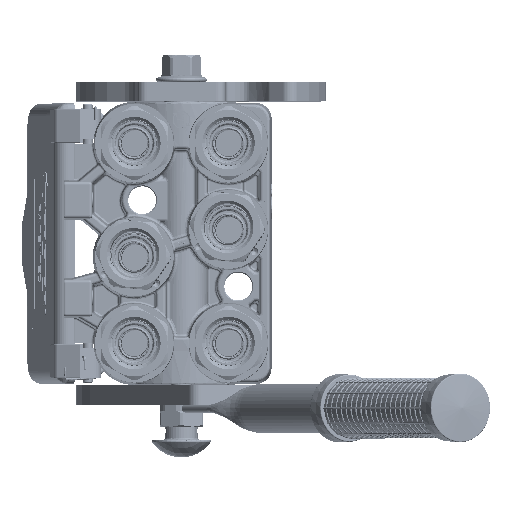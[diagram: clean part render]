
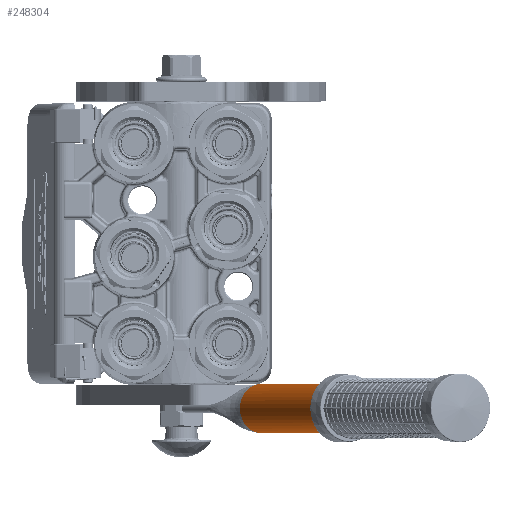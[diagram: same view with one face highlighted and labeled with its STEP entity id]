
A CAD part, top view. The second image highlights one B-rep face of the part: STEP entity #248304.
In plain terms, the highlighted cylindrical face has radius 12.5 mm (diameter 25 mm), a partial arc.
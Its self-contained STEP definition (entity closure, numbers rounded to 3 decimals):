
#4164 = AXIS2_PLACEMENT_3D ( 'NONE', #84022, #220548, #223131 ) ;
#11767 = CARTESIAN_POINT ( 'NONE',  ( -12.494, 0.221, 0.449 ) ) ;
#21901 = DIRECTION ( 'NONE',  ( 0., -1., 0. ) ) ;
#26578 = ORIENTED_EDGE ( 'NONE', *, *, #194896, .F. ) ;
#26609 = CARTESIAN_POINT ( 'NONE',  ( -12.478, 0.167, 0.748 ) ) ;
#27395 = VERTEX_POINT ( 'NONE', #163288 ) ;
#40259 = CARTESIAN_POINT ( 'NONE',  ( -12.5, 0.24, 0. ) ) ;
#44791 = CARTESIAN_POINT ( 'NONE',  ( -12.426, 0., 1.36 ) ) ;
#55381 = VERTEX_POINT ( 'NONE', #207188 ) ;
#55758 = CARTESIAN_POINT ( 'NONE',  ( 12.484, 0.186, 0.638 ) ) ;
#56061 = AXIS2_PLACEMENT_3D ( 'NONE', #100942, #219180, #140088 ) ;
#56616 = CARTESIAN_POINT ( 'NONE',  ( 12.482, 0.182, 0.665 ) ) ;
#63393 = CARTESIAN_POINT ( 'NONE',  ( 12.5, 198., 0. ) ) ;
#63996 = CARTESIAN_POINT ( 'NONE',  ( -12.464, 0.121, 0.953 ) ) ;
#67376 = CARTESIAN_POINT ( 'NONE',  ( -12.452, 0.083, 1.1 ) ) ;
#69267 = LINE ( 'NONE', #40259, #87935 ) ;
#75090 = FACE_OUTER_BOUND ( 'NONE', #146728, .T. ) ;
#76568 = CARTESIAN_POINT ( 'NONE',  ( 12.488, 0.202, 0.541 ) ) ;
#78659 = CIRCLE ( 'NONE', #4164, 12.5 ) ;
#82629 = DIRECTION ( 'NONE',  ( 1., 0., 0. ) ) ;
#84022 = CARTESIAN_POINT ( 'NONE',  ( 0., 0., 0. ) ) ;
#85098 = ORIENTED_EDGE ( 'NONE', *, *, #207769, .F. ) ;
#85573 = CARTESIAN_POINT ( 'NONE',  ( -12.426, 0., 1.36 ) ) ;
#87935 = VECTOR ( 'NONE', #179276, 1000. ) ;
#88510 = DIRECTION ( 'NONE',  ( -1., 0., 0. ) ) ;
#94022 = CARTESIAN_POINT ( 'NONE',  ( 12.481, 0.178, 0.683 ) ) ;
#95718 = CARTESIAN_POINT ( 'NONE',  ( 12.481, 0.178, 0.688 ) ) ;
#97027 = CYLINDRICAL_SURFACE ( 'NONE', #153950, 12.5 ) ;
#97896 = VERTEX_POINT ( 'NONE', #211347 ) ;
#100942 = CARTESIAN_POINT ( 'NONE',  ( 0., 0., 0. ) ) ;
#101896 = AXIS2_PLACEMENT_3D ( 'NONE', #225091, #226822, #88510 ) ;
#104796 = CARTESIAN_POINT ( 'NONE',  ( -12.468, 0.136, 0.889 ) ) ;
#107837 = LINE ( 'NONE', #255630, #198119 ) ;
#122652 = CARTESIAN_POINT ( 'NONE',  ( 0., 0., 0. ) ) ;
#122778 = EDGE_CURVE ( 'NONE', #127856, #55381, #163204, .T. ) ;
#124791 = CARTESIAN_POINT ( 'NONE',  ( -12.471, 0.146, 0.847 ) ) ;
#125839 = CARTESIAN_POINT ( 'NONE',  ( 12.5, 0.24, 0. ) ) ;
#127856 = VERTEX_POINT ( 'NONE', #85573 ) ;
#132335 = CARTESIAN_POINT ( 'NONE',  ( 12.472, 0.146, 0.859 ) ) ;
#132664 = ORIENTED_EDGE ( 'NONE', *, *, #122778, .T. ) ;
#133184 = CARTESIAN_POINT ( 'NONE',  ( 12.486, 0.195, 0.586 ) ) ;
#134276 = B_SPLINE_CURVE_WITH_KNOTS ( 'NONE', 3,
 ( #172232, #232266, #134882, #154833, #174771, #76568, #133184, #55758, #56616, #235669, #94022, #95718, #132335, #194838, #215654 ),
 .UNSPECIFIED., .F., .F.,
 ( 4, 2, 2, 1, 1, 1, 2, 2, 4 ),
 ( 0., 0.25, 0.375, 0.437, 0.469, 0.484, 0.492, 0.5, 1. ),
 .UNSPECIFIED. ) ;
#134882 = CARTESIAN_POINT ( 'NONE',  ( 12.499, 0.235, 0.221 ) ) ;
#140088 = DIRECTION ( 'NONE',  ( -0.994, 0., 0.109 ) ) ;
#144808 = CARTESIAN_POINT ( 'NONE',  ( -12.441, 0.049, 1.219 ) ) ;
#146728 = EDGE_LOOP ( 'NONE', ( #255773, #26578, #225276, #85098, #132664, #216431, #207840 ) ) ;
#149626 = VERTEX_POINT ( 'NONE', #125839 ) ;
#150750 = CARTESIAN_POINT ( 'NONE',  ( -12.5, 0.24, 0. ) ) ;
#152939 = VERTEX_POINT ( 'NONE', #167862 ) ;
#153950 = AXIS2_PLACEMENT_3D ( 'NONE', #122652, #21901, #82629 ) ;
#154833 = CARTESIAN_POINT ( 'NONE',  ( 12.494, 0.22, 0.394 ) ) ;
#163204 = CIRCLE ( 'NONE', #56061, 12.5 ) ;
#163288 = CARTESIAN_POINT ( 'NONE',  ( -12.5, 0.24, 0. ) ) ;
#164732 = CARTESIAN_POINT ( 'NONE',  ( -12.474, 0.155, 0.804 ) ) ;
#165591 = CARTESIAN_POINT ( 'NONE',  ( -12.479, 0.172, 0.721 ) ) ;
#167862 = CARTESIAN_POINT ( 'NONE',  ( 12.426, 0., 1.36 ) ) ;
#168124 = CARTESIAN_POINT ( 'NONE',  ( -12.5, 0.24, 0.216 ) ) ;
#168135 = EDGE_CURVE ( 'NONE', #149626, #177310, #107837, .T. ) ;
#171790 = EDGE_CURVE ( 'NONE', #55381, #152939, #78659, .T. ) ;
#172217 = EDGE_CURVE ( 'NONE', #27395, #97896, #69267, .T. ) ;
#172232 = CARTESIAN_POINT ( 'NONE',  ( 12.5, 0.24, 0. ) ) ;
#174771 = CARTESIAN_POINT ( 'NONE',  ( 12.492, 0.214, 0.452 ) ) ;
#177310 = VERTEX_POINT ( 'NONE', #63393 ) ;
#179276 = DIRECTION ( 'NONE',  ( 0., 1., 0. ) ) ;
#183672 = EDGE_CURVE ( 'NONE', #149626, #152939, #134276, .T. ) ;
#183856 = CARTESIAN_POINT ( 'NONE',  ( -12.466, 0.127, 0.927 ) ) ;
#194838 = CARTESIAN_POINT ( 'NONE',  ( 12.456, 0.096, 1.087 ) ) ;
#194896 = EDGE_CURVE ( 'NONE', #97896, #177310, #218088, .T. ) ;
#196513 = DIRECTION ( 'NONE',  ( 0., 1., 0. ) ) ;
#198119 = VECTOR ( 'NONE', #196513, 1000. ) ;
#203931 = CARTESIAN_POINT ( 'NONE',  ( -12.466, 0.13, 0.917 ) ) ;
#207188 = CARTESIAN_POINT ( 'NONE',  ( 0., 0., 12.5 ) ) ;
#207769 = EDGE_CURVE ( 'NONE', #127856, #27395, #211866, .T. ) ;
#207840 = ORIENTED_EDGE ( 'NONE', *, *, #183672, .F. ) ;
#211347 = CARTESIAN_POINT ( 'NONE',  ( -12.5, 198., 0. ) ) ;
#211866 = B_SPLINE_CURVE_WITH_KNOTS ( 'NONE', 3,
 ( #44791, #144808, #67376, #244734, #63996, #183856, #203931, #223903, #104796, #124791, #164732, #26609, #165591, #11767, #168124, #150750 ),
 .UNSPECIFIED., .F., .F.,
 ( 4, 2, 1, 2, 2, 1, 2, 2, 4 ),
 ( 0., 0.25, 0.312, 0.328, 0.344, 0.375, 0.437, 0.5, 1. ),
 .UNSPECIFIED. ) ;
#215654 = CARTESIAN_POINT ( 'NONE',  ( 12.426, 0., 1.36 ) ) ;
#216431 = ORIENTED_EDGE ( 'NONE', *, *, #171790, .T. ) ;
#218088 = CIRCLE ( 'NONE', #101896, 12.5 ) ;
#219180 = DIRECTION ( 'NONE',  ( 0., 1., 0. ) ) ;
#220548 = DIRECTION ( 'NONE',  ( 0., 1., 0. ) ) ;
#223131 = DIRECTION ( 'NONE',  ( -0.994, 0., 0.109 ) ) ;
#223903 = CARTESIAN_POINT ( 'NONE',  ( -12.467, 0.131, 0.91 ) ) ;
#225091 = CARTESIAN_POINT ( 'NONE',  ( 0., 198., 0. ) ) ;
#225276 = ORIENTED_EDGE ( 'NONE', *, *, #172217, .F. ) ;
#226822 = DIRECTION ( 'NONE',  ( 0., 1., 0. ) ) ;
#232266 = CARTESIAN_POINT ( 'NONE',  ( 12.5, 0.24, 0.108 ) ) ;
#235669 = CARTESIAN_POINT ( 'NONE',  ( 12.482, 0.18, 0.676 ) ) ;
#244734 = CARTESIAN_POINT ( 'NONE',  ( -12.461, 0.114, 0.981 ) ) ;
#248304 = ADVANCED_FACE ( 'NONE', ( #75090 ), #97027, .T. ) ;
#255630 = CARTESIAN_POINT ( 'NONE',  ( 12.5, 0.24, 0. ) ) ;
#255773 = ORIENTED_EDGE ( 'NONE', *, *, #168135, .T. ) ;
